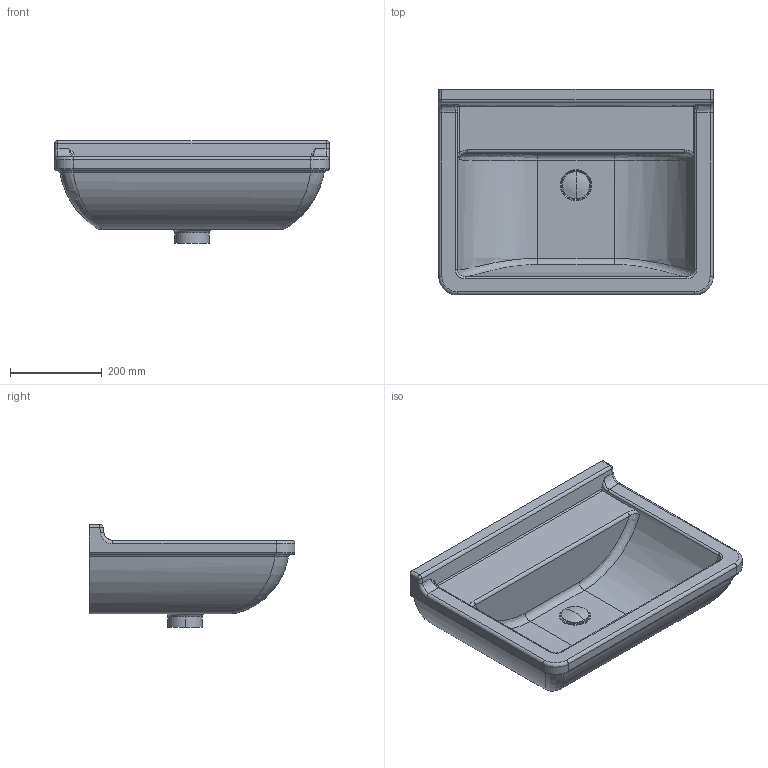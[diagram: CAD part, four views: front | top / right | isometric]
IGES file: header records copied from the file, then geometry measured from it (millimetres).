
Global section: file name: No Iges File Name specified; native system: AutoDesk Inventor R11.0; preprocessor: AutoDesk Inventor Iges Exporter R11.0; author: No Author specified; organization: No Organization specified; date: 20070711.201351; units: millimetre
Bounding box: 600 x 450 x 225 mm (x, y, z)
Volume: 16851876.1 mm3; surface area: 1083077.2 mm2
Topology: 3 solids, 3 shells, 138 faces, 337 edges, 198 vertices
Faces by surface type: cylinder 41, plane 30, revolution 24, bspline 23, torus 14, sphere 4, cone 2
